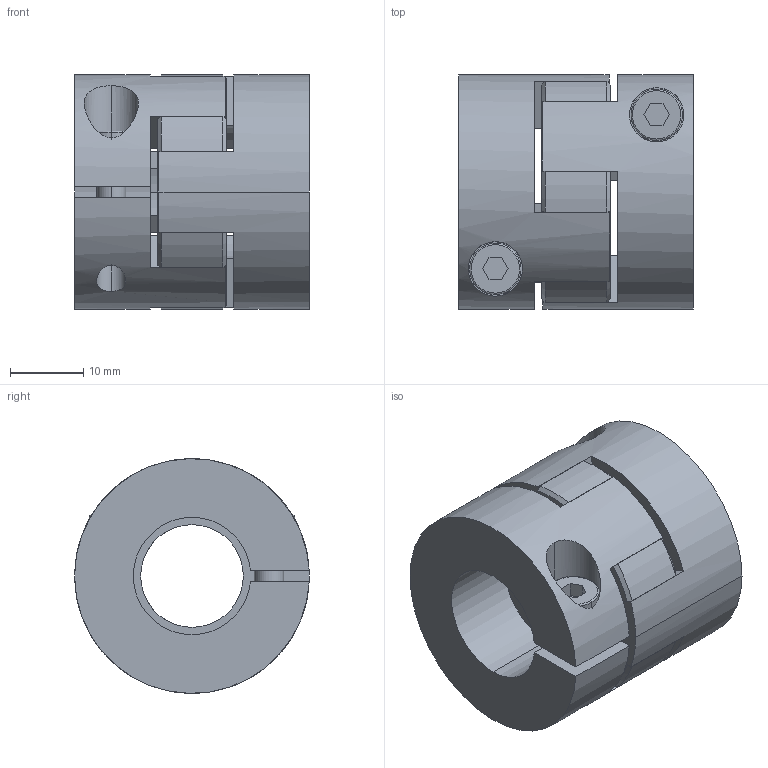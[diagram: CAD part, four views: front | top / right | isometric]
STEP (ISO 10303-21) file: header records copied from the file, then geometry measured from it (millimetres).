
FILE_DESCRIPTION(('STEP AP214'),'1');
FILE_NAME('cctmp_BCE9AB81-D832-44CB-BA18-06F7D9D0D773_2023_06_12_11_43_34_0742..stp','2023-06-12T09:43:34',('R+W Antriebselemente GmbH'),('CADClick - www.CADClick.com'),'Spatial InterOp 3D',' ','unknown authorization');
FILE_SCHEMA(('AUTOMOTIVE_DESIGN'));
Length unit declared in the file: millimetre
Products named in the file (4): cc_unnamed; EKL/10/32/A/16/14_2; EKL/10/32/A/16/14_1; EKL/10/32/A/16/14
Assembly tree (3 placements, depth 2):
  cc_unnamed
    EKL/10/32/A/16/14_2
    EKL/10/32/A/16/14_1
    EKL/10/32/A/16/14
Bounding box: 32 x 32 x 32 mm (x, y, z)
Volume: 18666.9 mm3; surface area: 10887.6 mm2
Topology: 3 solids, 3 shells, 132 faces, 344 edges, 228 vertices
Faces by surface type: plane 62, cylinder 54, cone 12, torus 4
Entity records: 5497 total; most frequent: CARTESIAN_POINT 956, DIRECTION 740, ORIENTED_EDGE 688, EDGE_CURVE 344, AXIS2_PLACEMENT_3D 268, VERTEX_POINT 228, LINE 204, VECTOR 204
